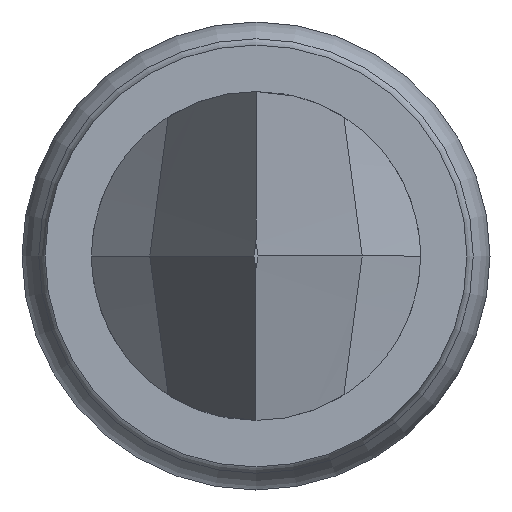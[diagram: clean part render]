
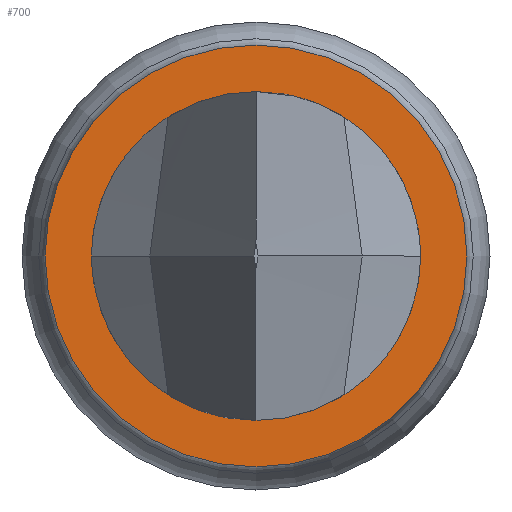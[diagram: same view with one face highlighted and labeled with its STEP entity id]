
A CAD part, left-side view. The second image highlights one B-rep face of the part: STEP entity #700.
In plain terms, the highlighted planar face has unit normal (-1, 0, 0).
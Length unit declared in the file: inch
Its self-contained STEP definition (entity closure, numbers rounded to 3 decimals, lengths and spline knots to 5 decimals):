
#18 = CARTESIAN_POINT ( 'NONE',  ( 0., 0., 0. ) ) ;
#22 = ORIENTED_EDGE ( 'NONE', *, *, #329, .T. ) ;
#65 = VERTEX_POINT ( 'NONE', #654 ) ;
#104 = EDGE_CURVE ( 'NONE', #327, #327, #850, .T. ) ;
#149 = CARTESIAN_POINT ( 'NONE',  ( 0., 0., -0.02425 ) ) ;
#180 = DIRECTION ( 'NONE',  ( 1., 0., 0. ) ) ;
#193 = ORIENTED_EDGE ( 'NONE', *, *, #104, .F. ) ;
#289 = AXIS2_PLACEMENT_3D ( 'NONE', #545, #180, #605 ) ;
#314 = DIRECTION ( 'NONE',  ( 1., 0., 0. ) ) ;
#324 = AXIS2_PLACEMENT_3D ( 'NONE', #18, #314, #532 ) ;
#327 = VERTEX_POINT ( 'NONE', #149 ) ;
#329 = EDGE_CURVE ( 'NONE', #65, #65, #435, .T. ) ;
#342 = DIRECTION ( 'NONE',  ( 1., 0., 0. ) ) ;
#379 = EDGE_LOOP ( 'NONE', ( #22 ) ) ;
#435 = CIRCLE ( 'NONE', #678, 0.0189 ) ;
#497 = FACE_OUTER_BOUND ( 'NONE', #506, .T. ) ;
#506 = EDGE_LOOP ( 'NONE', ( #193 ) ) ;
#532 = DIRECTION ( 'NONE',  ( 0., 0., -1. ) ) ;
#545 = CARTESIAN_POINT ( 'NONE',  ( 0., 0.02725, 0. ) ) ;
#605 = DIRECTION ( 'NONE',  ( 0., 0., -1. ) ) ;
#644 = FACE_BOUND ( 'NONE', #379, .T. ) ;
#654 = CARTESIAN_POINT ( 'NONE',  ( 0., 0., -0.0189 ) ) ;
#678 = AXIS2_PLACEMENT_3D ( 'NONE', #768, #342, #847 ) ;
#686 = PLANE ( 'NONE',  #289 ) ;
#700 = ADVANCED_FACE ( 'NONE', ( #644, #497 ), #686, .F. ) ;
#768 = CARTESIAN_POINT ( 'NONE',  ( 0., 0., 0. ) ) ;
#847 = DIRECTION ( 'NONE',  ( 0., 0., -1. ) ) ;
#850 = CIRCLE ( 'NONE', #324, 0.02425 ) ;
